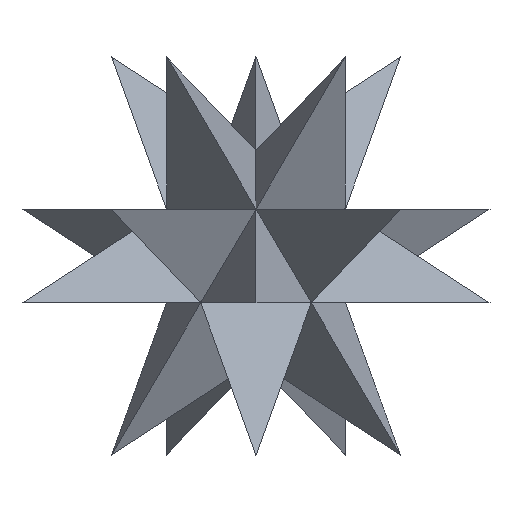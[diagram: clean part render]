
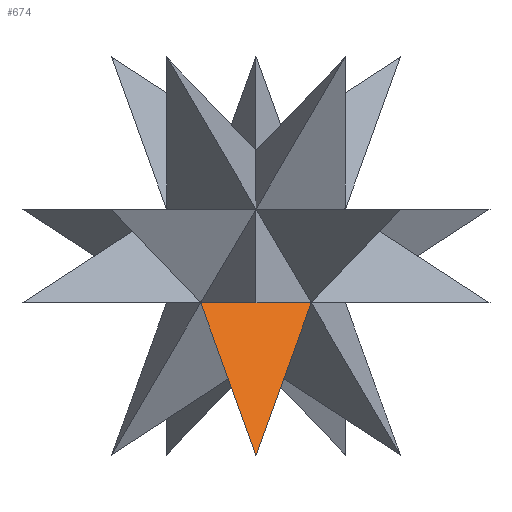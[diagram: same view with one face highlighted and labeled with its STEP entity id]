
A CAD part, front view. The second image highlights one B-rep face of the part: STEP entity #674.
In plain terms, the highlighted planar face has unit normal (0, -0.894, 0.447).
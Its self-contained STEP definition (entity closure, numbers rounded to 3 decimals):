
#6 = VECTOR ( 'NONE', #1211, 1000. ) ;
#38 = CARTESIAN_POINT ( 'NONE',  ( -0.5, -0.688, -0.425 ) ) ;
#103 = EDGE_CURVE ( 'NONE', #782, #1014, #993, .T. ) ;
#135 = FACE_OUTER_BOUND ( 'NONE', #228, .T. ) ;
#198 = EDGE_CURVE ( 'NONE', #483, #782, #748, .T. ) ;
#228 = EDGE_LOOP ( 'NONE', ( #948, #788, #822 ) ) ;
#229 = CARTESIAN_POINT ( 'NONE',  ( 0., -0.38, 0.19 ) ) ;
#274 = EDGE_CURVE ( 'NONE', #483, #1014, #765, .T. ) ;
#278 = CARTESIAN_POINT ( 'NONE',  ( 0.5, -0.688, -0.425 ) ) ;
#316 = DIRECTION ( 'NONE',  ( 0., 0.894, -0.447 ) ) ;
#433 = VECTOR ( 'NONE', #664, 1000. ) ;
#483 = VERTEX_POINT ( 'NONE', #1080 ) ;
#499 = PLANE ( 'NONE',  #869 ) ;
#551 = VECTOR ( 'NONE', #807, 1000. ) ;
#646 = CARTESIAN_POINT ( 'NONE',  ( 0.5, -0.688, -0.425 ) ) ;
#664 = DIRECTION ( 'NONE',  ( -0.309, -0.425, -0.851 ) ) ;
#674 = ADVANCED_FACE ( 'NONE', ( #135 ), #499, .F. ) ;
#748 = LINE ( 'NONE', #278, #6 ) ;
#765 = LINE ( 'NONE', #646, #433 ) ;
#782 = VERTEX_POINT ( 'NONE', #1180 ) ;
#783 = DIRECTION ( 'NONE',  ( 0., 0.447, 0.894 ) ) ;
#788 = ORIENTED_EDGE ( 'NONE', *, *, #274, .F. ) ;
#807 = DIRECTION ( 'NONE',  ( 0.309, -0.425, -0.851 ) ) ;
#822 = ORIENTED_EDGE ( 'NONE', *, *, #198, .T. ) ;
#869 = AXIS2_PLACEMENT_3D ( 'NONE', #229, #316, #783 ) ;
#948 = ORIENTED_EDGE ( 'NONE', *, *, #103, .T. ) ;
#993 = LINE ( 'NONE', #38, #551 ) ;
#1014 = VERTEX_POINT ( 'NONE', #1092 ) ;
#1080 = CARTESIAN_POINT ( 'NONE',  ( 0.5, -0.688, -0.425 ) ) ;
#1092 = CARTESIAN_POINT ( 'NONE',  ( 0., -1.376, -1.802 ) ) ;
#1180 = CARTESIAN_POINT ( 'NONE',  ( -0.5, -0.688, -0.425 ) ) ;
#1211 = DIRECTION ( 'NONE',  ( -1., 0., 0. ) ) ;
